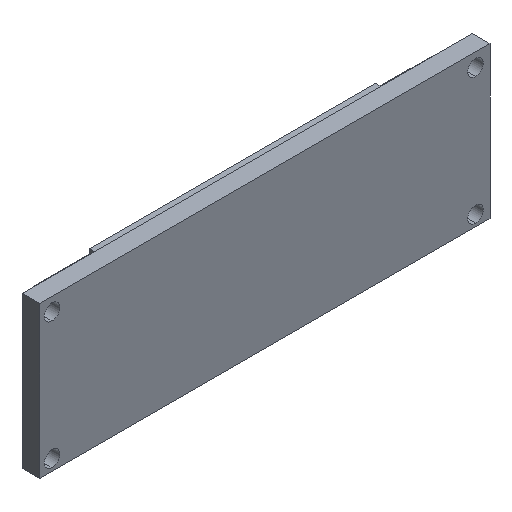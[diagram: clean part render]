
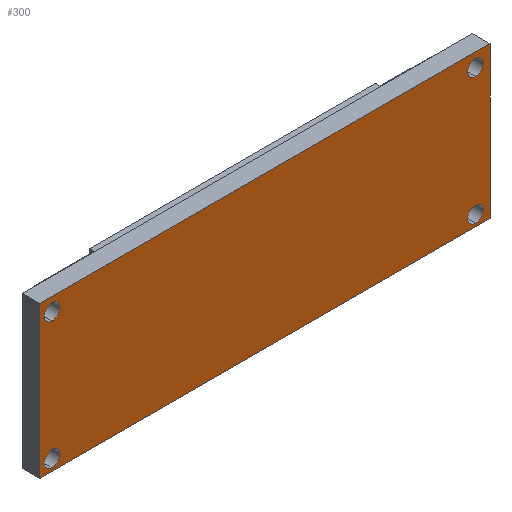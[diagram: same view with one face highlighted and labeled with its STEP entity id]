
A CAD part, isometric view. The second image highlights one B-rep face of the part: STEP entity #300.
In plain terms, the highlighted planar face has unit normal (0, -1, 0).
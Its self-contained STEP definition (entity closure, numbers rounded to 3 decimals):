
#2 = CARTESIAN_POINT ( 'NONE',  ( -47.75, 0., 14. ) ) ;
#3 = DIRECTION ( 'NONE',  ( 0., 1., 0. ) ) ;
#7 = CARTESIAN_POINT ( 'NONE',  ( -47.75, 0., -14.5 ) ) ;
#13 = VECTOR ( 'NONE', #817, 1000. ) ;
#15 = VECTOR ( 'NONE', #540, 1000. ) ;
#27 = PLANE ( 'NONE',  #786 ) ;
#42 = DIRECTION ( 'NONE',  ( 0., 0., 1. ) ) ;
#67 = CARTESIAN_POINT ( 'NONE',  ( 50.5, 0., 17. ) ) ;
#86 = CARTESIAN_POINT ( 'NONE',  ( -50.5, 0., -17. ) ) ;
#91 = EDGE_CURVE ( 'NONE', #742, #206, #217, .T. ) ;
#93 = FACE_BOUND ( 'NONE', #147, .T. ) ;
#97 = FACE_BOUND ( 'NONE', #508, .T. ) ;
#111 = ORIENTED_EDGE ( 'NONE', *, *, #443, .T. ) ;
#120 = LINE ( 'NONE', #896, #15 ) ;
#124 = DIRECTION ( 'NONE',  ( 0., 1., 0. ) ) ;
#130 = DIRECTION ( 'NONE',  ( 0., 1., 0. ) ) ;
#140 = ORIENTED_EDGE ( 'NONE', *, *, #904, .T. ) ;
#147 = EDGE_LOOP ( 'NONE', ( #864, #140 ) ) ;
#152 = LINE ( 'NONE', #86, #339 ) ;
#153 = FACE_BOUND ( 'NONE', #788, .T. ) ;
#159 = DIRECTION ( 'NONE',  ( 0., 0., 1. ) ) ;
#162 = CIRCLE ( 'NONE', #805, 1.75 ) ;
#168 = CARTESIAN_POINT ( 'NONE',  ( 47.25, 0., -14.5 ) ) ;
#190 = CARTESIAN_POINT ( 'NONE',  ( -50.5, 0., -17. ) ) ;
#203 = CIRCLE ( 'NONE', #537, 1.75 ) ;
#206 = VERTEX_POINT ( 'NONE', #519 ) ;
#214 = ORIENTED_EDGE ( 'NONE', *, *, #529, .F. ) ;
#217 = CIRCLE ( 'NONE', #466, 1.75 ) ;
#238 = ORIENTED_EDGE ( 'NONE', *, *, #745, .T. ) ;
#260 = CARTESIAN_POINT ( 'NONE',  ( -47.75, 0., -14.5 ) ) ;
#263 = EDGE_CURVE ( 'NONE', #653, #590, #322, .T. ) ;
#268 = EDGE_LOOP ( 'NONE', ( #901, #737, #731, #214 ) ) ;
#275 = LINE ( 'NONE', #67, #13 ) ;
#279 = CARTESIAN_POINT ( 'NONE',  ( 50.5, 0., -17. ) ) ;
#294 = CARTESIAN_POINT ( 'NONE',  ( 47.25, 0., 15.75 ) ) ;
#300 = ADVANCED_FACE ( 'NONE', ( #97, #93, #661, #153, #498 ), #27, .T. ) ;
#310 = DIRECTION ( 'NONE',  ( 0., 0., 1. ) ) ;
#315 = EDGE_CURVE ( 'NONE', #613, #882, #568, .T. ) ;
#322 = CIRCLE ( 'NONE', #845, 1.75 ) ;
#327 = VERTEX_POINT ( 'NONE', #294 ) ;
#339 = VECTOR ( 'NONE', #776, 1000. ) ;
#344 = DIRECTION ( 'NONE',  ( 0., 0., 1. ) ) ;
#346 = ORIENTED_EDGE ( 'NONE', *, *, #725, .T. ) ;
#353 = AXIS2_PLACEMENT_3D ( 'NONE', #260, #423, #344 ) ;
#355 = AXIS2_PLACEMENT_3D ( 'NONE', #846, #361, #772 ) ;
#360 = DIRECTION ( 'NONE',  ( 0., 0., -1. ) ) ;
#361 = DIRECTION ( 'NONE',  ( 0., 1., 0. ) ) ;
#363 = CARTESIAN_POINT ( 'NONE',  ( 50.5, 0., -17. ) ) ;
#391 = VERTEX_POINT ( 'NONE', #478 ) ;
#423 = DIRECTION ( 'NONE',  ( 0., 1., 0. ) ) ;
#424 = DIRECTION ( 'NONE',  ( 0., 0., 1. ) ) ;
#428 = CIRCLE ( 'NONE', #353, 1.75 ) ;
#431 = CARTESIAN_POINT ( 'NONE',  ( -47.75, 0., 12.25 ) ) ;
#432 = CARTESIAN_POINT ( 'NONE',  ( -50.5, 0., 17. ) ) ;
#435 = CARTESIAN_POINT ( 'NONE',  ( -47.75, 0., -16.25 ) ) ;
#437 = CARTESIAN_POINT ( 'NONE',  ( -47.75, 0., 14. ) ) ;
#443 = EDGE_CURVE ( 'NONE', #882, #613, #428, .T. ) ;
#466 = AXIS2_PLACEMENT_3D ( 'NONE', #168, #669, #310 ) ;
#468 = AXIS2_PLACEMENT_3D ( 'NONE', #701, #3, #424 ) ;
#470 = LINE ( 'NONE', #279, #804 ) ;
#476 = CARTESIAN_POINT ( 'NONE',  ( 47.25, 0., 14. ) ) ;
#478 = CARTESIAN_POINT ( 'NONE',  ( 47.25, 0., 12.25 ) ) ;
#493 = CARTESIAN_POINT ( 'NONE',  ( 0., 0., 0. ) ) ;
#498 = FACE_OUTER_BOUND ( 'NONE', #268, .T. ) ;
#504 = CARTESIAN_POINT ( 'NONE',  ( -47.75, 0., -12.75 ) ) ;
#506 = DIRECTION ( 'NONE',  ( 0., 0., -1. ) ) ;
#508 = EDGE_LOOP ( 'NONE', ( #582, #692 ) ) ;
#512 = AXIS2_PLACEMENT_3D ( 'NONE', #7, #841, #563 ) ;
#519 = CARTESIAN_POINT ( 'NONE',  ( 47.25, 0., -16.25 ) ) ;
#520 = EDGE_LOOP ( 'NONE', ( #346, #238 ) ) ;
#529 = EDGE_CURVE ( 'NONE', #872, #573, #275, .T. ) ;
#531 = VERTEX_POINT ( 'NONE', #190 ) ;
#537 = AXIS2_PLACEMENT_3D ( 'NONE', #437, #587, #159 ) ;
#539 = EDGE_CURVE ( 'NONE', #573, #676, #470, .T. ) ;
#540 = DIRECTION ( 'NONE',  ( -1., 0., 0. ) ) ;
#563 = DIRECTION ( 'NONE',  ( 0., 0., 1. ) ) ;
#568 = CIRCLE ( 'NONE', #512, 1.75 ) ;
#573 = VERTEX_POINT ( 'NONE', #770 ) ;
#582 = ORIENTED_EDGE ( 'NONE', *, *, #91, .T. ) ;
#585 = CIRCLE ( 'NONE', #468, 1.75 ) ;
#587 = DIRECTION ( 'NONE',  ( 0., 1., 0. ) ) ;
#590 = VERTEX_POINT ( 'NONE', #431 ) ;
#608 = EDGE_CURVE ( 'NONE', #531, #872, #152, .T. ) ;
#613 = VERTEX_POINT ( 'NONE', #435 ) ;
#643 = CARTESIAN_POINT ( 'NONE',  ( -47.75, 0., 15.75 ) ) ;
#649 = CIRCLE ( 'NONE', #355, 1.75 ) ;
#651 = DIRECTION ( 'NONE',  ( 0., -1., 0. ) ) ;
#653 = VERTEX_POINT ( 'NONE', #643 ) ;
#661 = FACE_BOUND ( 'NONE', #520, .T. ) ;
#669 = DIRECTION ( 'NONE',  ( 0., 1., 0. ) ) ;
#676 = VERTEX_POINT ( 'NONE', #363 ) ;
#681 = ORIENTED_EDGE ( 'NONE', *, *, #315, .T. ) ;
#692 = ORIENTED_EDGE ( 'NONE', *, *, #898, .T. ) ;
#701 = CARTESIAN_POINT ( 'NONE',  ( 47.25, 0., 14. ) ) ;
#725 = EDGE_CURVE ( 'NONE', #327, #391, #585, .T. ) ;
#731 = ORIENTED_EDGE ( 'NONE', *, *, #539, .F. ) ;
#737 = ORIENTED_EDGE ( 'NONE', *, *, #741, .F. ) ;
#741 = EDGE_CURVE ( 'NONE', #676, #531, #120, .T. ) ;
#742 = VERTEX_POINT ( 'NONE', #833 ) ;
#745 = EDGE_CURVE ( 'NONE', #391, #327, #162, .T. ) ;
#770 = CARTESIAN_POINT ( 'NONE',  ( 50.5, 0., 17. ) ) ;
#772 = DIRECTION ( 'NONE',  ( 0., 0., 1. ) ) ;
#776 = DIRECTION ( 'NONE',  ( 0., 0., 1. ) ) ;
#786 = AXIS2_PLACEMENT_3D ( 'NONE', #493, #651, #360 ) ;
#788 = EDGE_LOOP ( 'NONE', ( #111, #681 ) ) ;
#804 = VECTOR ( 'NONE', #506, 1000. ) ;
#805 = AXIS2_PLACEMENT_3D ( 'NONE', #476, #124, #828 ) ;
#817 = DIRECTION ( 'NONE',  ( 1., 0., 0. ) ) ;
#828 = DIRECTION ( 'NONE',  ( 0., 0., 1. ) ) ;
#833 = CARTESIAN_POINT ( 'NONE',  ( 47.25, 0., -12.75 ) ) ;
#841 = DIRECTION ( 'NONE',  ( 0., 1., 0. ) ) ;
#845 = AXIS2_PLACEMENT_3D ( 'NONE', #2, #130, #42 ) ;
#846 = CARTESIAN_POINT ( 'NONE',  ( 47.25, 0., -14.5 ) ) ;
#864 = ORIENTED_EDGE ( 'NONE', *, *, #263, .T. ) ;
#872 = VERTEX_POINT ( 'NONE', #432 ) ;
#882 = VERTEX_POINT ( 'NONE', #504 ) ;
#896 = CARTESIAN_POINT ( 'NONE',  ( 50.5, 0., -17. ) ) ;
#898 = EDGE_CURVE ( 'NONE', #206, #742, #649, .T. ) ;
#901 = ORIENTED_EDGE ( 'NONE', *, *, #608, .F. ) ;
#904 = EDGE_CURVE ( 'NONE', #590, #653, #203, .T. ) ;
